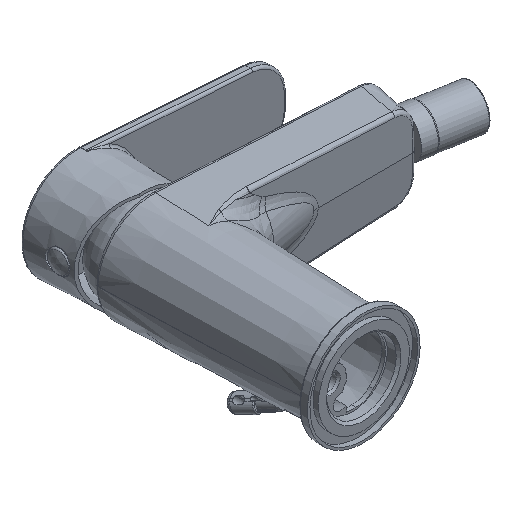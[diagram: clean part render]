
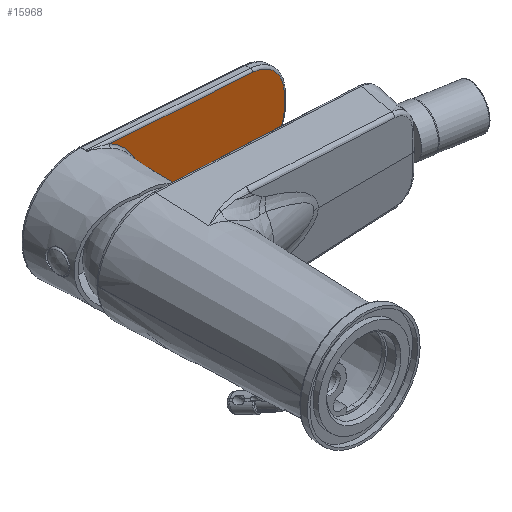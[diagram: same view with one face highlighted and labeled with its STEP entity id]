
A CAD part, isometric view. The second image highlights one B-rep face of the part: STEP entity #15968.
In plain terms, the highlighted planar face has unit normal (0, -1, 0).
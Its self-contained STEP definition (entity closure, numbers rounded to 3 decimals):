
#340 = ORIENTED_EDGE ( 'NONE', *, *, #19501, .T. ) ;
#656 = DIRECTION ( 'NONE',  ( 0., 1., 0. ) ) ;
#1021 = VERTEX_POINT ( 'NONE', #8210 ) ;
#1925 = LINE ( 'NONE', #23249, #12238 ) ;
#2582 = EDGE_LOOP ( 'NONE', ( #21914, #15078, #19369, #22102, #340, #7806 ) ) ;
#2585 = VERTEX_POINT ( 'NONE', #21280 ) ;
#3099 = DIRECTION ( 'NONE',  ( 0., -1., 0. ) ) ;
#3735 = FACE_OUTER_BOUND ( 'NONE', #2582, .T. ) ;
#4942 = CARTESIAN_POINT ( 'NONE',  ( 1.48, 113.416, -21.611 ) ) ;
#5004 = DIRECTION ( 'NONE',  ( -0.998, 0., 0.068 ) ) ;
#6595 = EDGE_CURVE ( 'NONE', #13532, #8897, #23673, .T. ) ;
#6864 = CARTESIAN_POINT ( 'NONE',  ( 0., 113.416, 0. ) ) ;
#7517 = EDGE_CURVE ( 'NONE', #17422, #13532, #8180, .T. ) ;
#7806 = ORIENTED_EDGE ( 'NONE', *, *, #7517, .T. ) ;
#8180 = CIRCLE ( 'NONE', #15805, 14.2 ) ;
#8210 = CARTESIAN_POINT ( 'NONE',  ( 83.439, 113.416, -2.736 ) ) ;
#8897 = VERTEX_POINT ( 'NONE', #9674 ) ;
#9040 = EDGE_CURVE ( 'NONE', #8897, #21452, #16150, .T. ) ;
#9674 = CARTESIAN_POINT ( 'NONE',  ( 10.584, 113.416, 20.987 ) ) ;
#10386 = CIRCLE ( 'NONE', #15583, 14.2 ) ;
#10774 = VECTOR ( 'NONE', #5004, 1000. ) ;
#11344 = DIRECTION ( 'NONE',  ( 0., -1., 0. ) ) ;
#12238 = VECTOR ( 'NONE', #19687, 1000. ) ;
#12311 = DIRECTION ( 'NONE',  ( 0., 0., -1. ) ) ;
#12392 = DIRECTION ( 'NONE',  ( 0., 0., -1. ) ) ;
#12479 = DIRECTION ( 'NONE',  ( 0., 1., 0. ) ) ;
#13030 = EDGE_CURVE ( 'NONE', #2585, #1021, #10386, .T. ) ;
#13532 = VERTEX_POINT ( 'NONE', #14944 ) ;
#14023 = VECTOR ( 'NONE', #14213, 1000. ) ;
#14213 = DIRECTION ( 'NONE',  ( 0.998, 0., 0.068 ) ) ;
#14221 = CARTESIAN_POINT ( 'NONE',  ( 69.239, 113.416, 2.736 ) ) ;
#14944 = CARTESIAN_POINT ( 'NONE',  ( 70.209, 113.416, 16.902 ) ) ;
#15010 = DIRECTION ( 'NONE',  ( 0., 0., -1. ) ) ;
#15078 = ORIENTED_EDGE ( 'NONE', *, *, #9040, .T. ) ;
#15183 = LINE ( 'NONE', #4942, #14023 ) ;
#15203 = CARTESIAN_POINT ( 'NONE',  ( 10.584, 113.416, -20.987 ) ) ;
#15297 = DIRECTION ( 'NONE',  ( 0., 0., -1. ) ) ;
#15381 = PLANE ( 'NONE',  #20859 ) ;
#15583 = AXIS2_PLACEMENT_3D ( 'NONE', #22328, #11344, #15010 ) ;
#15805 = AXIS2_PLACEMENT_3D ( 'NONE', #14221, #3099, #12311 ) ;
#15968 = ADVANCED_FACE ( 'NONE', ( #3735 ), #15381, .F. ) ;
#16150 = CIRCLE ( 'NONE', #21072, 23.505 ) ;
#17229 = EDGE_CURVE ( 'NONE', #21452, #2585, #15183, .T. ) ;
#17422 = VERTEX_POINT ( 'NONE', #20883 ) ;
#19369 = ORIENTED_EDGE ( 'NONE', *, *, #17229, .T. ) ;
#19501 = EDGE_CURVE ( 'NONE', #1021, #17422, #1925, .T. ) ;
#19687 = DIRECTION ( 'NONE',  ( 0., 0., 1. ) ) ;
#20859 = AXIS2_PLACEMENT_3D ( 'NONE', #22617, #656, #15297 ) ;
#20883 = CARTESIAN_POINT ( 'NONE',  ( 83.439, 113.416, 2.736 ) ) ;
#21072 = AXIS2_PLACEMENT_3D ( 'NONE', #6864, #12479, #12392 ) ;
#21280 = CARTESIAN_POINT ( 'NONE',  ( 70.209, 113.416, -16.902 ) ) ;
#21433 = CARTESIAN_POINT ( 'NONE',  ( 1.48, 113.416, 21.611 ) ) ;
#21452 = VERTEX_POINT ( 'NONE', #15203 ) ;
#21914 = ORIENTED_EDGE ( 'NONE', *, *, #6595, .T. ) ;
#22102 = ORIENTED_EDGE ( 'NONE', *, *, #13030, .T. ) ;
#22328 = CARTESIAN_POINT ( 'NONE',  ( 69.239, 113.416, -2.736 ) ) ;
#22617 = CARTESIAN_POINT ( 'NONE',  ( 0., 113.416, 0. ) ) ;
#23249 = CARTESIAN_POINT ( 'NONE',  ( 83.439, 113.416, 0. ) ) ;
#23673 = LINE ( 'NONE', #21433, #10774 ) ;
